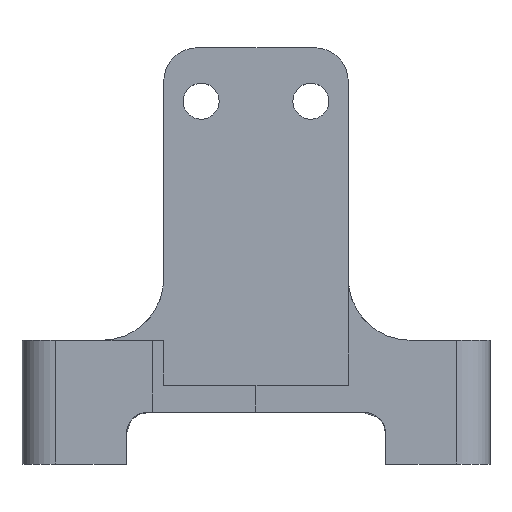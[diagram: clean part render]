
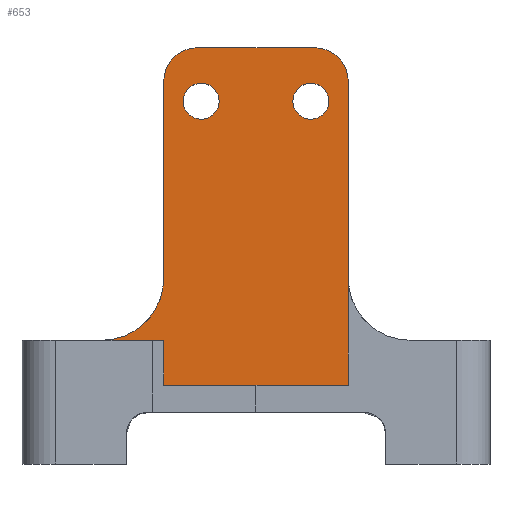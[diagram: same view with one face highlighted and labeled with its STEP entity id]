
A CAD part, top view. The second image highlights one B-rep face of the part: STEP entity #653.
In plain terms, the highlighted planar face has unit normal (0, 0, 1).
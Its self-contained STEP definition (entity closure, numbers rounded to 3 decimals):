
#19=FACE_BOUND('',#259,.T.);
#20=FACE_BOUND('',#260,.T.);
#22=CIRCLE('',#679,5.5);
#40=CIRCLE('',#714,3.);
#41=CIRCLE('',#717,3.);
#42=CIRCLE('',#719,1.6);
#43=CIRCLE('',#721,1.6);
#76=LINE('',#1078,#135);
#84=LINE('',#1115,#143);
#98=LINE('',#1153,#157);
#103=LINE('',#1163,#162);
#104=LINE('',#1165,#163);
#109=LINE('',#1178,#168);
#113=LINE('',#1192,#172);
#114=LINE('',#1194,#173);
#115=LINE('',#1195,#174);
#135=VECTOR('',#765,10.);
#143=VECTOR('',#801,10.);
#157=VECTOR('',#837,10.);
#162=VECTOR('',#850,10.);
#163=VECTOR('',#851,10.);
#168=VECTOR('',#868,10.);
#172=VECTOR('',#886,10.);
#173=VECTOR('',#887,10.);
#174=VECTOR('',#888,10.);
#192=PLANE('',#722);
#222=FACE_OUTER_BOUND('',#258,.T.);
#258=EDGE_LOOP('',(#591,#592,#593,#594,#595,#596,#597,#598,#599,#600,#601,
#602));
#259=EDGE_LOOP('',(#603));
#260=EDGE_LOOP('',(#604));
#291=VERTEX_POINT('',#1036);
#298=VERTEX_POINT('',#1067);
#299=VERTEX_POINT('',#1069);
#301=VERTEX_POINT('',#1076);
#316=VERTEX_POINT('',#1114);
#329=VERTEX_POINT('',#1151);
#330=VERTEX_POINT('',#1162);
#331=VERTEX_POINT('',#1164);
#332=VERTEX_POINT('',#1173);
#333=VERTEX_POINT('',#1177);
#334=VERTEX_POINT('',#1183);
#335=VERTEX_POINT('',#1187);
#336=VERTEX_POINT('',#1191);
#337=VERTEX_POINT('',#1193);
#365=EDGE_CURVE('',#298,#299,#22,.T.);
#370=EDGE_CURVE('',#291,#301,#76,.T.);
#389=EDGE_CURVE('',#299,#316,#84,.T.);
#409=EDGE_CURVE('',#298,#329,#98,.T.);
#414=EDGE_CURVE('',#330,#291,#103,.T.);
#415=EDGE_CURVE('',#331,#330,#104,.T.);
#419=EDGE_CURVE('',#316,#332,#40,.T.);
#421=EDGE_CURVE('',#332,#333,#109,.T.);
#423=EDGE_CURVE('',#333,#301,#41,.T.);
#425=EDGE_CURVE('',#334,#334,#42,.T.);
#427=EDGE_CURVE('',#335,#335,#43,.T.);
#428=EDGE_CURVE('',#329,#336,#113,.T.);
#429=EDGE_CURVE('',#337,#336,#114,.T.);
#430=EDGE_CURVE('',#337,#331,#115,.T.);
#591=ORIENTED_EDGE('',*,*,#419,.F.);
#592=ORIENTED_EDGE('',*,*,#389,.F.);
#593=ORIENTED_EDGE('',*,*,#365,.F.);
#594=ORIENTED_EDGE('',*,*,#409,.T.);
#595=ORIENTED_EDGE('',*,*,#428,.T.);
#596=ORIENTED_EDGE('',*,*,#429,.F.);
#597=ORIENTED_EDGE('',*,*,#430,.T.);
#598=ORIENTED_EDGE('',*,*,#415,.T.);
#599=ORIENTED_EDGE('',*,*,#414,.T.);
#600=ORIENTED_EDGE('',*,*,#370,.T.);
#601=ORIENTED_EDGE('',*,*,#423,.F.);
#602=ORIENTED_EDGE('',*,*,#421,.F.);
#603=ORIENTED_EDGE('',*,*,#425,.T.);
#604=ORIENTED_EDGE('',*,*,#427,.T.);
#653=ADVANCED_FACE('',(#222,#19,#20),#192,.T.);
#679=AXIS2_PLACEMENT_3D('',#1070,#757,#758);
#714=AXIS2_PLACEMENT_3D('',#1174,#863,#864);
#717=AXIS2_PLACEMENT_3D('',#1181,#872,#873);
#719=AXIS2_PLACEMENT_3D('',#1185,#877,#878);
#721=AXIS2_PLACEMENT_3D('',#1189,#882,#883);
#722=AXIS2_PLACEMENT_3D('',#1190,#884,#885);
#757=DIRECTION('center_axis',(0.,0.,1.));
#758=DIRECTION('ref_axis',(0.707,-0.707,0.));
#765=DIRECTION('',(0.,1.,0.));
#801=DIRECTION('',(0.,1.,0.));
#837=DIRECTION('',(1.,0.,0.));
#850=DIRECTION('',(0.,1.,0.));
#851=DIRECTION('',(1.,0.,0.));
#863=DIRECTION('center_axis',(0.,0.,-1.));
#864=DIRECTION('ref_axis',(-0.707,0.707,0.));
#868=DIRECTION('',(1.,0.,0.));
#872=DIRECTION('center_axis',(0.,0.,-1.));
#873=DIRECTION('ref_axis',(0.707,0.707,0.));
#877=DIRECTION('center_axis',(0.,0.,-1.));
#878=DIRECTION('ref_axis',(1.,0.,0.));
#882=DIRECTION('center_axis',(0.,0.,-1.));
#883=DIRECTION('ref_axis',(1.,0.,0.));
#884=DIRECTION('center_axis',(0.,0.,1.));
#885=DIRECTION('ref_axis',(1.,0.,0.));
#886=DIRECTION('',(1.,0.,0.));
#887=DIRECTION('',(0.,1.,0.));
#888=DIRECTION('',(1.,0.,0.));
#1036=CARTESIAN_POINT('',(-17.66,-30.427,1018.2));
#1067=CARTESIAN_POINT('',(-39.56,-35.927,1018.2));
#1069=CARTESIAN_POINT('',(-34.06,-30.427,1018.2));
#1070=CARTESIAN_POINT('Origin',(-39.56,-30.427,1018.2));
#1076=CARTESIAN_POINT('',(-17.66,-12.927,1018.2));
#1078=CARTESIAN_POINT('',(-17.66,-39.927,1018.2));
#1114=CARTESIAN_POINT('',(-34.06,-12.927,1018.2));
#1115=CARTESIAN_POINT('',(-34.06,-39.927,1018.2));
#1151=CARTESIAN_POINT('',(-35.06,-35.927,1018.2));
#1153=CARTESIAN_POINT('',(-46.66,-35.927,1018.2));
#1162=CARTESIAN_POINT('',(-17.66,-39.927,1018.2));
#1163=CARTESIAN_POINT('',(-17.66,-39.927,1018.2));
#1164=CARTESIAN_POINT('',(-25.86,-39.927,1018.2));
#1165=CARTESIAN_POINT('',(-46.66,-39.927,1018.2));
#1173=CARTESIAN_POINT('',(-31.06,-9.927,1018.2));
#1174=CARTESIAN_POINT('Origin',(-31.06,-12.927,1018.2));
#1177=CARTESIAN_POINT('',(-20.66,-9.927,1018.2));
#1178=CARTESIAN_POINT('',(-34.06,-9.927,1018.2));
#1181=CARTESIAN_POINT('Origin',(-20.66,-12.927,1018.2));
#1183=CARTESIAN_POINT('',(-22.585,-14.68,1018.2));
#1185=CARTESIAN_POINT('Origin',(-20.985,-14.68,1018.2));
#1187=CARTESIAN_POINT('',(-32.335,-14.68,1018.2));
#1189=CARTESIAN_POINT('Origin',(-30.735,-14.68,1018.2));
#1190=CARTESIAN_POINT('Origin',(-34.06,-39.927,1018.2));
#1191=CARTESIAN_POINT('',(-34.06,-35.927,1018.2));
#1192=CARTESIAN_POINT('',(-35.06,-35.927,1018.2));
#1193=CARTESIAN_POINT('',(-34.06,-39.927,1018.2));
#1194=CARTESIAN_POINT('',(-34.06,-39.927,1018.2));
#1195=CARTESIAN_POINT('',(-35.06,-39.927,1018.2));
